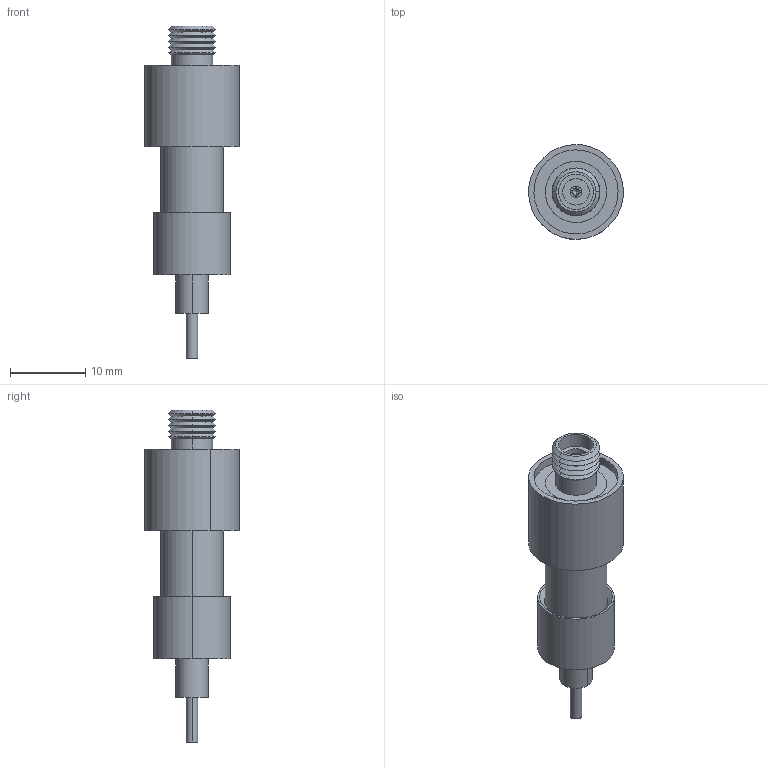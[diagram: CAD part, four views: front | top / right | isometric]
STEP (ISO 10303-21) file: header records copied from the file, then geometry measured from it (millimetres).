
FILE_DESCRIPTION (( 'STEP AP203' ), '1' );
FILE_NAME ('A1908-1-W.STEP', '2011-10-11T19:27:17', ( '' ), ( '' ), 'SwSTEP 2.0', 'SolidWorks 2011', '' );
FILE_SCHEMA (( 'CONFIG_CONTROL_DESIGN' ));
Length unit declared in the file: inch
Products named in the file (1): A1908-1-W
Bounding box: 12.56 x 12.56 x 44.07 mm (x, y, z)
Volume: 2408.4 mm3; surface area: 2214.2 mm2
Topology: 1 solids, 2 shells, 109 faces, 240 edges, 148 vertices
Faces by surface type: cylinder 44, plane 35, cone 30
Entity records: 3073 total; most frequent: DIRECTION 586, CARTESIAN_POINT 494, ORIENTED_EDGE 472, AXIS2_PLACEMENT_3D 240, EDGE_CURVE 236, VERTEX_POINT 148, CIRCLE 130, EDGE_LOOP 126
